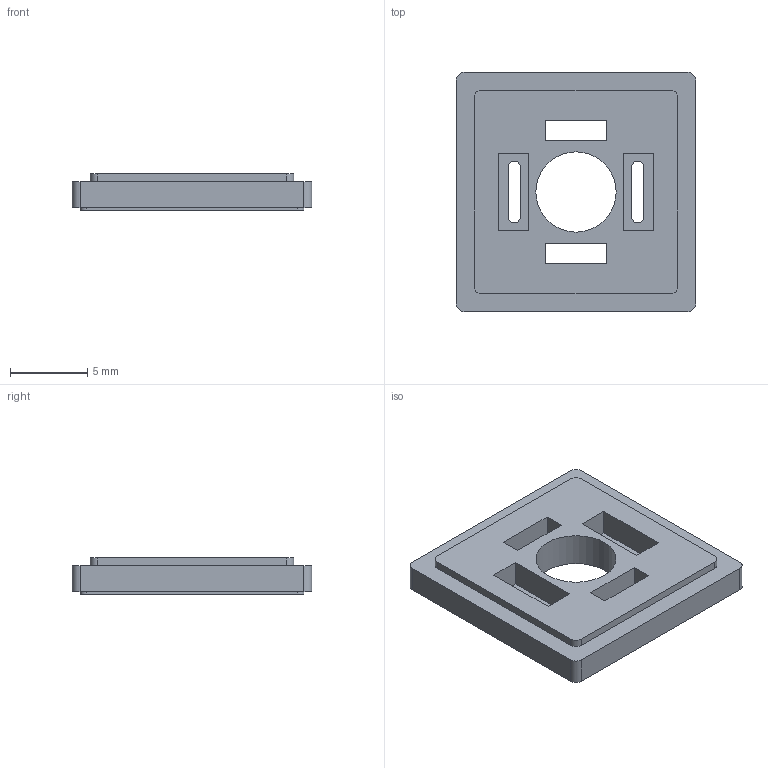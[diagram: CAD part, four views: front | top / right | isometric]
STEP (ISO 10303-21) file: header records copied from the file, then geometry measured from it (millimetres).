
FILE_DESCRIPTION(/* description */ ('STEP AP214'),/* implementation_level */ '2;1');
FILE_NAME(/* name */ '151718_MEB-LD-230AC',/* time_stamp */ '2024-09-05T05:19:28+02:00',/* author */ ('License CC BY-ND 4.0'),/* organization */ ('CADENAS'),/* preprocessor_version */ 'ST-DEVELOPER v19.3',/* originating_system */ 'PARTsolutions',/* authorisation */ ' ');
FILE_SCHEMA (('CONFIG_CONTROL_DESIGN','AUTOMOTIVE_DESIGN {1 0 10303 214 3 1 1}'));
Length unit declared in the file: millimetre
Products named in the file (1): 151718 MEB-LD-230AC
Bounding box: 15.5 x 15.5 x 2.35 mm (x, y, z)
Volume: 390.9 mm3; surface area: 690.5 mm2
Topology: 1 solids, 1 shells, 64 faces, 171 edges, 114 vertices
Faces by surface type: plane 43, cylinder 21
Full cylindrical faces by diameter (mm): 5.2 x1
Entity records: 2042 total; most frequent: CARTESIAN_POINT 349, DIRECTION 342, ORIENTED_EDGE 340, EDGE_CURVE 170, LINE 128, VECTOR 128, VERTEX_POINT 114, AXIS2_PLACEMENT_3D 107
